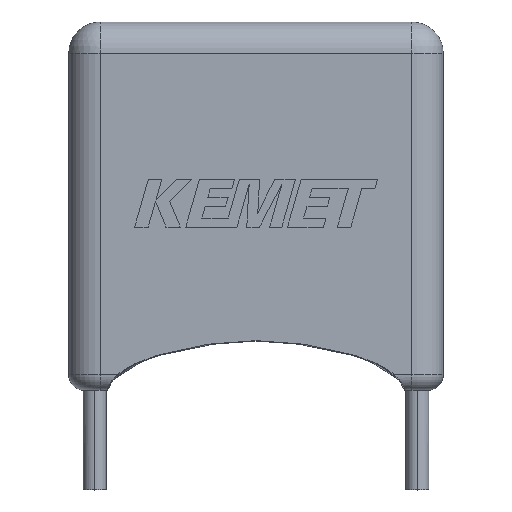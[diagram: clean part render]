
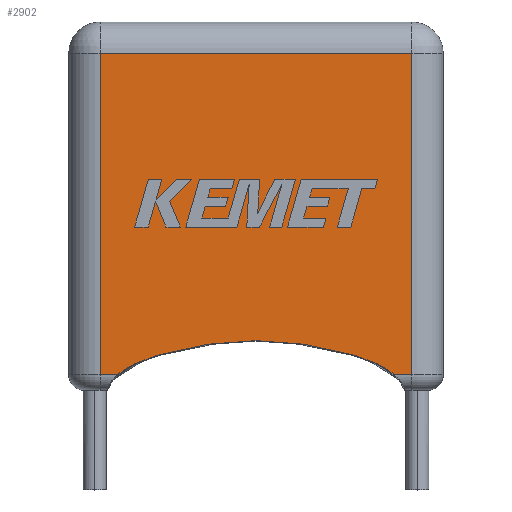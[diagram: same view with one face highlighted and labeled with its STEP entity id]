
A CAD part, top view. The second image highlights one B-rep face of the part: STEP entity #2902.
In plain terms, the highlighted planar face has unit normal (0, 0, 1).
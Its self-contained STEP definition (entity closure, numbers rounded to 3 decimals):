
#211 = CARTESIAN_POINT ( 'NONE',  ( 10.376, 0.5, 6.89 ) ) ;
#310 = VERTEX_POINT ( 'NONE', #3483 ) ;
#354 = ORIENTED_EDGE ( 'NONE', *, *, #450, .T. ) ;
#375 = LINE ( 'NONE', #659, #3215 ) ;
#390 = ORIENTED_EDGE ( 'NONE', *, *, #3841, .T. ) ;
#435 = CARTESIAN_POINT ( 'NONE',  ( 5.97, 1.58, 6.89 ) ) ;
#450 = EDGE_CURVE ( 'NONE', #1555, #1074, #850, .T. ) ;
#480 = DIRECTION ( 'NONE',  ( 0., -1., 0. ) ) ;
#493 = DIRECTION ( 'NONE',  ( 1., 0., 0. ) ) ;
#564 = FACE_OUTER_BOUND ( 'NONE', #4012, .T. ) ;
#631 = CARTESIAN_POINT ( 'NONE',  ( 4.65, 1.58, 6.89 ) ) ;
#659 = CARTESIAN_POINT ( 'NONE',  ( 0., 0.5, 6.89 ) ) ;
#708 = VERTEX_POINT ( 'NONE', #2168 ) ;
#721 = CARTESIAN_POINT ( 'NONE',  ( 10.94, 0., 6.89 ) ) ;
#850 = LINE ( 'NONE', #2215, #2053 ) ;
#854 = CARTESIAN_POINT ( 'NONE',  ( 9.511, 1.236, 6.89 ) ) ;
#915 = EDGE_CURVE ( 'NONE', #2394, #2153, #4495, .T. ) ;
#1012 = DIRECTION ( 'NONE',  ( 0., 1., 0. ) ) ;
#1037 = CARTESIAN_POINT ( 'NONE',  ( 0., 10.74, 6.89 ) ) ;
#1074 = VERTEX_POINT ( 'NONE', #4016 ) ;
#1320 = CARTESIAN_POINT ( 'NONE',  ( 2.429, 1.236, 6.89 ) ) ;
#1555 = VERTEX_POINT ( 'NONE', #4232 ) ;
#1587 = CARTESIAN_POINT ( 'NONE',  ( 0., 0., 6.89 ) ) ;
#1594 = VECTOR ( 'NONE', #480, 1000. ) ;
#1626 = VERTEX_POINT ( 'NONE', #211 ) ;
#1645 = CARTESIAN_POINT ( 'NONE',  ( 5.97, 1.58, 6.89 ) ) ;
#1747 = DIRECTION ( 'NONE',  ( 1., 0., 0. ) ) ;
#1789 = LINE ( 'NONE', #2138, #1594 ) ;
#1892 = CARTESIAN_POINT ( 'NONE',  ( 7.29, 1.58, 6.89 ) ) ;
#2003 = CARTESIAN_POINT ( 'NONE',  ( 1.564, 0.5, 6.89 ) ) ;
#2053 = VECTOR ( 'NONE', #493, 1000. ) ;
#2132 = VECTOR ( 'NONE', #1012, 1000. ) ;
#2138 = CARTESIAN_POINT ( 'NONE',  ( 1., 0., 6.89 ) ) ;
#2153 = VERTEX_POINT ( 'NONE', #2404 ) ;
#2168 = CARTESIAN_POINT ( 'NONE',  ( 5.97, 1.58, 6.89 ) ) ;
#2215 = CARTESIAN_POINT ( 'NONE',  ( 0., 0.5, 6.89 ) ) ;
#2394 = VERTEX_POINT ( 'NONE', #3279 ) ;
#2395 = ORIENTED_EDGE ( 'NONE', *, *, #3652, .T. ) ;
#2404 = CARTESIAN_POINT ( 'NONE',  ( 1., 10.74, 6.89 ) ) ;
#2433 = AXIS2_PLACEMENT_3D ( 'NONE', #1587, #3358, #2689 ) ;
#2538 = ORIENTED_EDGE ( 'NONE', *, *, #3319, .T. ) ;
#2689 = DIRECTION ( 'NONE',  ( -1., 0., 0. ) ) ;
#2819 = EDGE_CURVE ( 'NONE', #708, #1626, #3633, .T. ) ;
#2842 = CARTESIAN_POINT ( 'NONE',  ( 10.376, 0.5, 6.89 ) ) ;
#2902 = ADVANCED_FACE ( 'NONE', ( #564 ), #4392, .F. ) ;
#3046 = B_SPLINE_CURVE_WITH_KNOTS ( 'NONE', 3,
 ( #1645, #631, #1320, #2003 ),
 .UNSPECIFIED., .F., .F.,
 ( 4, 4 ),
 ( 0., 0.83 ),
 .UNSPECIFIED. ) ;
#3118 = LINE ( 'NONE', #721, #2132 ) ;
#3215 = VECTOR ( 'NONE', #1747, 1000. ) ;
#3279 = CARTESIAN_POINT ( 'NONE',  ( 10.94, 10.74, 6.89 ) ) ;
#3319 = EDGE_CURVE ( 'NONE', #1626, #310, #375, .T. ) ;
#3358 = DIRECTION ( 'NONE',  ( 0., 0., -1. ) ) ;
#3418 = DIRECTION ( 'NONE',  ( -1., 0., 0. ) ) ;
#3483 = CARTESIAN_POINT ( 'NONE',  ( 10.94, 0.5, 6.89 ) ) ;
#3613 = ORIENTED_EDGE ( 'NONE', *, *, #3960, .F. ) ;
#3633 = B_SPLINE_CURVE_WITH_KNOTS ( 'NONE', 3,
 ( #435, #1892, #854, #2842 ),
 .UNSPECIFIED., .F., .F.,
 ( 4, 4 ),
 ( 0., 0.83 ),
 .UNSPECIFIED. ) ;
#3652 = EDGE_CURVE ( 'NONE', #2153, #1555, #1789, .T. ) ;
#3724 = ORIENTED_EDGE ( 'NONE', *, *, #2819, .T. ) ;
#3841 = EDGE_CURVE ( 'NONE', #310, #2394, #3118, .T. ) ;
#3960 = EDGE_CURVE ( 'NONE', #708, #1074, #3046, .T. ) ;
#4012 = EDGE_LOOP ( 'NONE', ( #3724, #2538, #390, #4502, #2395, #354, #3613 ) ) ;
#4016 = CARTESIAN_POINT ( 'NONE',  ( 1.564, 0.5, 6.89 ) ) ;
#4189 = VECTOR ( 'NONE', #3418, 1000. ) ;
#4232 = CARTESIAN_POINT ( 'NONE',  ( 1., 0.5, 6.89 ) ) ;
#4392 = PLANE ( 'NONE',  #2433 ) ;
#4495 = LINE ( 'NONE', #1037, #4189 ) ;
#4502 = ORIENTED_EDGE ( 'NONE', *, *, #915, .T. ) ;
